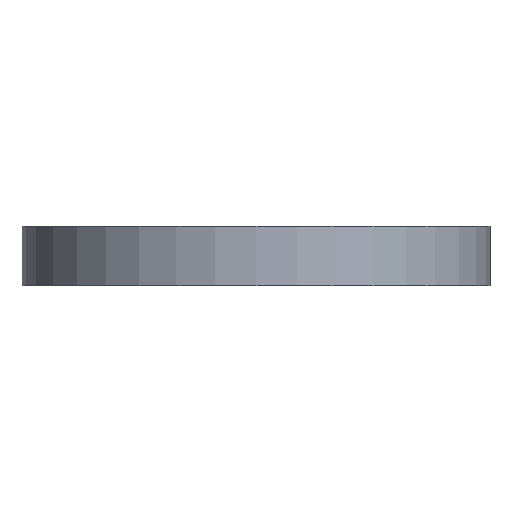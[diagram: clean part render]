
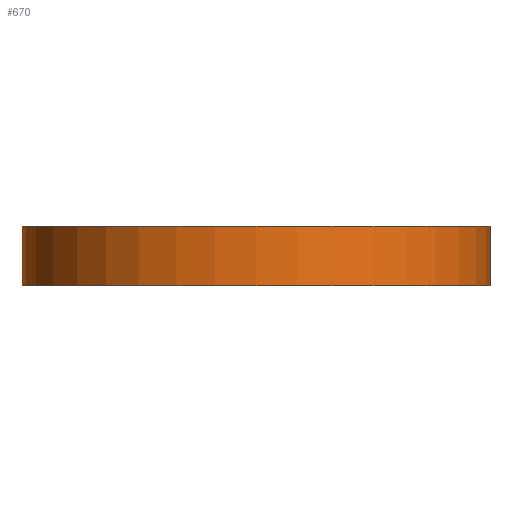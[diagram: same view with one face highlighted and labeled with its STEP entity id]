
A CAD part, front view. The second image highlights one B-rep face of the part: STEP entity #670.
In plain terms, the highlighted cylindrical face has radius 39.652 mm (diameter 79.304 mm), a partial arc.
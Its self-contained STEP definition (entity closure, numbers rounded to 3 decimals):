
#7 = CARTESIAN_POINT ( 'NONE',  ( -39.652, 0., 0. ) ) ;
#28 = DIRECTION ( 'NONE',  ( 0., 0., -1. ) ) ;
#54 = DIRECTION ( 'NONE',  ( -1., 0., 0. ) ) ;
#66 = VERTEX_POINT ( 'NONE', #7 ) ;
#81 = EDGE_CURVE ( 'NONE', #413, #66, #395, .T. ) ;
#88 = CARTESIAN_POINT ( 'NONE',  ( 0., 0., 10. ) ) ;
#101 = EDGE_LOOP ( 'NONE', ( #585, #564, #644, #279 ) ) ;
#119 = EDGE_CURVE ( 'NONE', #413, #728, #563, .T. ) ;
#133 = DIRECTION ( 'NONE',  ( -1., 0., 0. ) ) ;
#145 = CARTESIAN_POINT ( 'NONE',  ( 39.652, 0., 10. ) ) ;
#162 = CARTESIAN_POINT ( 'NONE',  ( -39.652, 0., 10. ) ) ;
#217 = DIRECTION ( 'NONE',  ( 0., 0., -1. ) ) ;
#222 = EDGE_CURVE ( 'NONE', #728, #590, #358, .T. ) ;
#230 = VECTOR ( 'NONE', #217, 1000. ) ;
#274 = AXIS2_PLACEMENT_3D ( 'NONE', #88, #28, #740 ) ;
#279 = ORIENTED_EDGE ( 'NONE', *, *, #752, .T. ) ;
#285 = CYLINDRICAL_SURFACE ( 'NONE', #274, 39.652 ) ;
#358 = LINE ( 'NONE', #145, #230 ) ;
#395 = LINE ( 'NONE', #432, #702 ) ;
#413 = VERTEX_POINT ( 'NONE', #162 ) ;
#432 = CARTESIAN_POINT ( 'NONE',  ( -39.652, 0., 10. ) ) ;
#437 = CARTESIAN_POINT ( 'NONE',  ( 0., 0., 10. ) ) ;
#486 = AXIS2_PLACEMENT_3D ( 'NONE', #437, #494, #133 ) ;
#494 = DIRECTION ( 'NONE',  ( 0., 0., 1. ) ) ;
#555 = DIRECTION ( 'NONE',  ( 0., 0., -1. ) ) ;
#563 = CIRCLE ( 'NONE', #486, 39.652 ) ;
#564 = ORIENTED_EDGE ( 'NONE', *, *, #119, .F. ) ;
#585 = ORIENTED_EDGE ( 'NONE', *, *, #222, .F. ) ;
#587 = CARTESIAN_POINT ( 'NONE',  ( 0., 0., 0. ) ) ;
#590 = VERTEX_POINT ( 'NONE', #701 ) ;
#616 = AXIS2_PLACEMENT_3D ( 'NONE', #587, #694, #54 ) ;
#644 = ORIENTED_EDGE ( 'NONE', *, *, #81, .T. ) ;
#662 = CIRCLE ( 'NONE', #616, 39.652 ) ;
#670 = ADVANCED_FACE ( 'NONE', ( #712 ), #285, .T. ) ;
#684 = CARTESIAN_POINT ( 'NONE',  ( 39.652, 0., 10. ) ) ;
#694 = DIRECTION ( 'NONE',  ( 0., 0., 1. ) ) ;
#701 = CARTESIAN_POINT ( 'NONE',  ( 39.652, 0., 0. ) ) ;
#702 = VECTOR ( 'NONE', #555, 1000. ) ;
#712 = FACE_OUTER_BOUND ( 'NONE', #101, .T. ) ;
#728 = VERTEX_POINT ( 'NONE', #684 ) ;
#740 = DIRECTION ( 'NONE',  ( -1., 0., 0. ) ) ;
#752 = EDGE_CURVE ( 'NONE', #66, #590, #662, .T. ) ;
